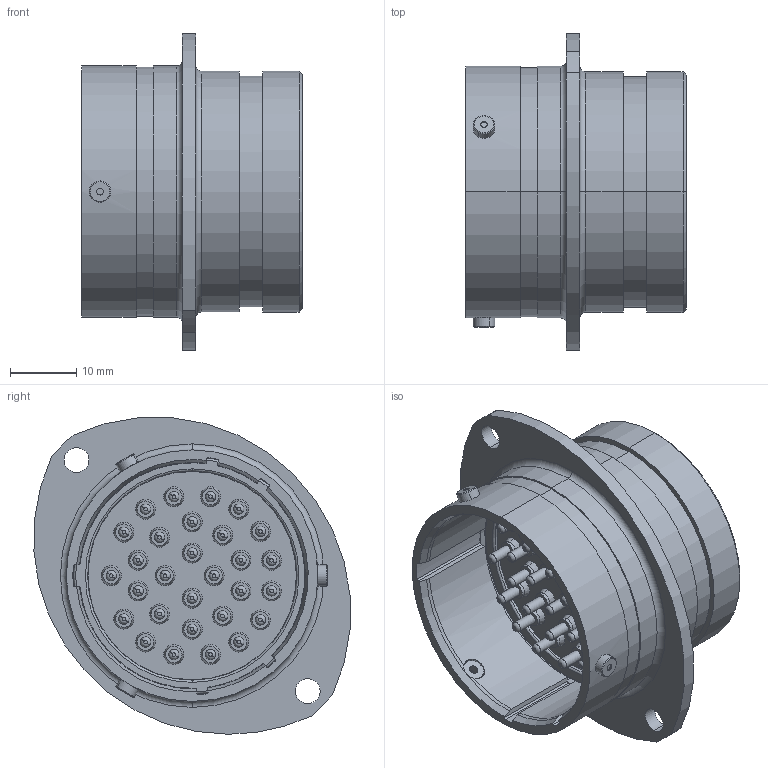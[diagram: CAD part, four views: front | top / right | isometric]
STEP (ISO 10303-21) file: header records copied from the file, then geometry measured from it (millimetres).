
FILE_DESCRIPTION (( 'STEP AP214' ), '1' );
FILE_NAME ('AS024-29PN.STEP', '2019-10-15T11:02:10', ( 'TE Connectivity' ), ( 'TE Connectivity' ), 'SwSTEP 2.0', 'SolidWorks 2016', '' );
FILE_SCHEMA (( 'AUTOMOTIVE_DESIGN' ));
Length unit declared in the file: millimetre
Products named in the file (1): AS024-29PN
Bounding box: 33.31 x 47.72 x 47.79 mm (x, y, z)
Volume: 21429.8 mm3; surface area: 24055.5 mm2
Topology: 41 solids, 41 shells, 1454 faces, 3084 edges, 1783 vertices
Faces by surface type: cylinder 582, cone 368, torus 314, plane 178, sphere 12
Entity records: 56149 total; most frequent: DIRECTION 8003, CARTESIAN_POINT 6650, ORIENTED_EDGE 6156, AXIS2_PLACEMENT_3D 3508, EDGE_CURVE 3078, CIRCLE 2053, VERTEX_POINT 1783, EDGE_LOOP 1723
